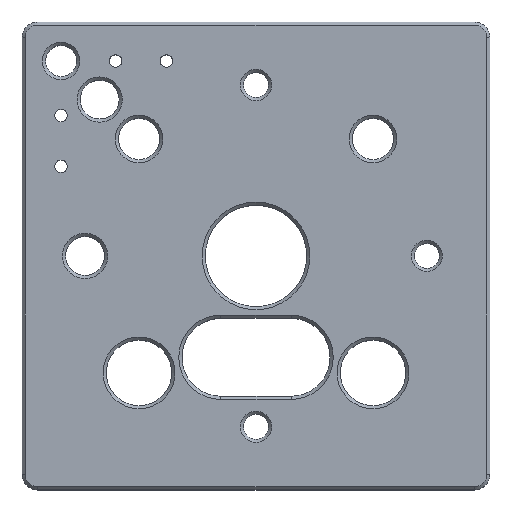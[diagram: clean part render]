
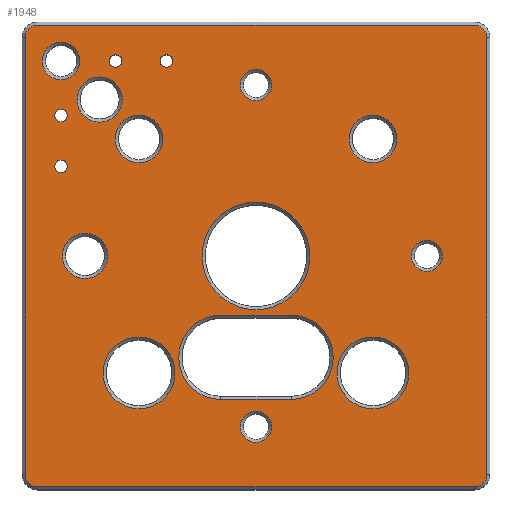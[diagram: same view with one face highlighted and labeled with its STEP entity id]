
A CAD part, top view. The second image highlights one B-rep face of the part: STEP entity #1948.
In plain terms, the highlighted planar face has unit normal (0, 0, 1).
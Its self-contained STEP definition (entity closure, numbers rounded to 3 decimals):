
#16=FACE_BOUND('',#247,.T.);
#17=FACE_BOUND('',#248,.T.);
#18=FACE_BOUND('',#249,.T.);
#19=FACE_BOUND('',#250,.T.);
#20=FACE_BOUND('',#251,.T.);
#21=FACE_BOUND('',#252,.T.);
#22=FACE_BOUND('',#253,.T.);
#23=FACE_BOUND('',#254,.T.);
#24=FACE_BOUND('',#255,.T.);
#25=FACE_BOUND('',#256,.T.);
#26=FACE_BOUND('',#257,.T.);
#27=FACE_BOUND('',#258,.T.);
#28=FACE_BOUND('',#259,.T.);
#29=FACE_BOUND('',#260,.T.);
#30=FACE_BOUND('',#261,.T.);
#31=FACE_BOUND('',#262,.T.);
#51=PLANE('',#2086);
#127=FACE_OUTER_BOUND('',#246,.T.);
#246=EDGE_LOOP('',(#1333,#1334,#1335,#1336,#1337,#1338,#1339,#1340));
#247=EDGE_LOOP('',(#1341));
#248=EDGE_LOOP('',(#1342));
#249=EDGE_LOOP('',(#1343));
#250=EDGE_LOOP('',(#1344));
#251=EDGE_LOOP('',(#1345));
#252=EDGE_LOOP('',(#1346));
#253=EDGE_LOOP('',(#1347));
#254=EDGE_LOOP('',(#1348));
#255=EDGE_LOOP('',(#1349));
#256=EDGE_LOOP('',(#1350));
#257=EDGE_LOOP('',(#1351,#1352,#1353,#1354));
#258=EDGE_LOOP('',(#1355));
#259=EDGE_LOOP('',(#1356));
#260=EDGE_LOOP('',(#1357));
#261=EDGE_LOOP('',(#1358));
#262=EDGE_LOOP('',(#1359));
#402=LINE('',#2991,#570);
#403=LINE('',#2995,#571);
#404=LINE('',#2999,#572);
#405=LINE('',#3003,#573);
#406=LINE('',#3027,#574);
#407=LINE('',#3031,#575);
#570=VECTOR('',#2341,10.);
#571=VECTOR('',#2344,10.);
#572=VECTOR('',#2347,10.);
#573=VECTOR('',#2350,10.);
#574=VECTOR('',#2373,10.);
#575=VECTOR('',#2376,10.);
#734=CIRCLE('',#2080,2.9);
#739=CIRCLE('',#2087,1.6);
#740=CIRCLE('',#2088,1.6);
#741=CIRCLE('',#2089,1.6);
#742=CIRCLE('',#2090,1.6);
#743=CIRCLE('',#2091,2.4);
#744=CIRCLE('',#2092,2.9);
#745=CIRCLE('',#2093,2.);
#746=CIRCLE('',#2094,4.6);
#747=CIRCLE('',#2095,2.);
#748=CIRCLE('',#2096,0.8);
#749=CIRCLE('',#2097,0.8);
#750=CIRCLE('',#2098,0.8);
#751=CIRCLE('',#2099,0.8);
#752=CIRCLE('',#2100,4.6);
#753=CIRCLE('',#2101,5.4);
#754=CIRCLE('',#2102,5.4);
#755=CIRCLE('',#2103,3.05);
#756=CIRCLE('',#2104,3.05);
#757=CIRCLE('',#2105,6.9);
#758=CIRCLE('',#2106,2.);
#855=VERTEX_POINT('',#2971);
#862=VERTEX_POINT('',#2989);
#863=VERTEX_POINT('',#2990);
#864=VERTEX_POINT('',#2992);
#865=VERTEX_POINT('',#2994);
#866=VERTEX_POINT('',#2996);
#867=VERTEX_POINT('',#2998);
#868=VERTEX_POINT('',#3000);
#869=VERTEX_POINT('',#3002);
#870=VERTEX_POINT('',#3005);
#871=VERTEX_POINT('',#3007);
#872=VERTEX_POINT('',#3009);
#873=VERTEX_POINT('',#3011);
#874=VERTEX_POINT('',#3013);
#875=VERTEX_POINT('',#3015);
#876=VERTEX_POINT('',#3017);
#877=VERTEX_POINT('',#3019);
#878=VERTEX_POINT('',#3021);
#879=VERTEX_POINT('',#3023);
#880=VERTEX_POINT('',#3025);
#881=VERTEX_POINT('',#3026);
#882=VERTEX_POINT('',#3028);
#883=VERTEX_POINT('',#3030);
#884=VERTEX_POINT('',#3033);
#885=VERTEX_POINT('',#3035);
#886=VERTEX_POINT('',#3037);
#887=VERTEX_POINT('',#3039);
#1031=EDGE_CURVE('',#855,#855,#734,.T.);
#1040=EDGE_CURVE('',#862,#863,#402,.T.);
#1041=EDGE_CURVE('',#864,#862,#739,.T.);
#1042=EDGE_CURVE('',#865,#864,#403,.T.);
#1043=EDGE_CURVE('',#866,#865,#740,.T.);
#1044=EDGE_CURVE('',#867,#866,#404,.T.);
#1045=EDGE_CURVE('',#868,#867,#741,.T.);
#1046=EDGE_CURVE('',#869,#868,#405,.T.);
#1047=EDGE_CURVE('',#863,#869,#742,.T.);
#1048=EDGE_CURVE('',#870,#870,#743,.T.);
#1049=EDGE_CURVE('',#871,#871,#744,.T.);
#1050=EDGE_CURVE('',#872,#872,#745,.T.);
#1051=EDGE_CURVE('',#873,#873,#746,.T.);
#1052=EDGE_CURVE('',#874,#874,#747,.T.);
#1053=EDGE_CURVE('',#875,#875,#748,.T.);
#1054=EDGE_CURVE('',#876,#876,#749,.T.);
#1055=EDGE_CURVE('',#877,#877,#750,.T.);
#1056=EDGE_CURVE('',#878,#878,#751,.T.);
#1057=EDGE_CURVE('',#879,#879,#752,.T.);
#1058=EDGE_CURVE('',#880,#881,#406,.T.);
#1059=EDGE_CURVE('',#882,#880,#753,.T.);
#1060=EDGE_CURVE('',#883,#882,#407,.T.);
#1061=EDGE_CURVE('',#881,#883,#754,.T.);
#1062=EDGE_CURVE('',#884,#884,#755,.T.);
#1063=EDGE_CURVE('',#885,#885,#756,.T.);
#1064=EDGE_CURVE('',#886,#886,#757,.T.);
#1065=EDGE_CURVE('',#887,#887,#758,.T.);
#1333=ORIENTED_EDGE('',*,*,#1040,.F.);
#1334=ORIENTED_EDGE('',*,*,#1041,.F.);
#1335=ORIENTED_EDGE('',*,*,#1042,.F.);
#1336=ORIENTED_EDGE('',*,*,#1043,.F.);
#1337=ORIENTED_EDGE('',*,*,#1044,.F.);
#1338=ORIENTED_EDGE('',*,*,#1045,.F.);
#1339=ORIENTED_EDGE('',*,*,#1046,.F.);
#1340=ORIENTED_EDGE('',*,*,#1047,.F.);
#1341=ORIENTED_EDGE('',*,*,#1048,.F.);
#1342=ORIENTED_EDGE('',*,*,#1049,.F.);
#1343=ORIENTED_EDGE('',*,*,#1050,.F.);
#1344=ORIENTED_EDGE('',*,*,#1051,.F.);
#1345=ORIENTED_EDGE('',*,*,#1052,.F.);
#1346=ORIENTED_EDGE('',*,*,#1053,.T.);
#1347=ORIENTED_EDGE('',*,*,#1054,.T.);
#1348=ORIENTED_EDGE('',*,*,#1055,.T.);
#1349=ORIENTED_EDGE('',*,*,#1056,.T.);
#1350=ORIENTED_EDGE('',*,*,#1057,.F.);
#1351=ORIENTED_EDGE('',*,*,#1058,.F.);
#1352=ORIENTED_EDGE('',*,*,#1059,.F.);
#1353=ORIENTED_EDGE('',*,*,#1060,.F.);
#1354=ORIENTED_EDGE('',*,*,#1061,.F.);
#1355=ORIENTED_EDGE('',*,*,#1062,.F.);
#1356=ORIENTED_EDGE('',*,*,#1063,.F.);
#1357=ORIENTED_EDGE('',*,*,#1064,.F.);
#1358=ORIENTED_EDGE('',*,*,#1065,.F.);
#1359=ORIENTED_EDGE('',*,*,#1031,.F.);
#1948=ADVANCED_FACE('',(#127,#16,#17,#18,#19,#20,#21,#22,#23,#24,#25,#26,
#27,#28,#29,#30,#31),#51,.T.);
#2080=AXIS2_PLACEMENT_3D('',#2972,#2323,#2324);
#2086=AXIS2_PLACEMENT_3D('',#2988,#2339,#2340);
#2087=AXIS2_PLACEMENT_3D('',#2993,#2342,#2343);
#2088=AXIS2_PLACEMENT_3D('',#2997,#2345,#2346);
#2089=AXIS2_PLACEMENT_3D('',#3001,#2348,#2349);
#2090=AXIS2_PLACEMENT_3D('',#3004,#2351,#2352);
#2091=AXIS2_PLACEMENT_3D('',#3006,#2353,#2354);
#2092=AXIS2_PLACEMENT_3D('',#3008,#2355,#2356);
#2093=AXIS2_PLACEMENT_3D('',#3010,#2357,#2358);
#2094=AXIS2_PLACEMENT_3D('',#3012,#2359,#2360);
#2095=AXIS2_PLACEMENT_3D('',#3014,#2361,#2362);
#2096=AXIS2_PLACEMENT_3D('',#3016,#2363,#2364);
#2097=AXIS2_PLACEMENT_3D('',#3018,#2365,#2366);
#2098=AXIS2_PLACEMENT_3D('',#3020,#2367,#2368);
#2099=AXIS2_PLACEMENT_3D('',#3022,#2369,#2370);
#2100=AXIS2_PLACEMENT_3D('',#3024,#2371,#2372);
#2101=AXIS2_PLACEMENT_3D('',#3029,#2374,#2375);
#2102=AXIS2_PLACEMENT_3D('',#3032,#2377,#2378);
#2103=AXIS2_PLACEMENT_3D('',#3034,#2379,#2380);
#2104=AXIS2_PLACEMENT_3D('',#3036,#2381,#2382);
#2105=AXIS2_PLACEMENT_3D('',#3038,#2383,#2384);
#2106=AXIS2_PLACEMENT_3D('',#3040,#2385,#2386);
#2323=DIRECTION('center_axis',(0.,0.,1.));
#2324=DIRECTION('ref_axis',(-1.,0.,0.));
#2339=DIRECTION('center_axis',(0.,0.,1.));
#2340=DIRECTION('ref_axis',(1.,0.,0.));
#2341=DIRECTION('',(0.,-1.,0.));
#2342=DIRECTION('center_axis',(0.,0.,-1.));
#2343=DIRECTION('ref_axis',(0.707,0.707,0.));
#2344=DIRECTION('',(1.,0.,0.));
#2345=DIRECTION('center_axis',(0.,0.,-1.));
#2346=DIRECTION('ref_axis',(-0.707,0.707,0.));
#2347=DIRECTION('',(0.,1.,0.));
#2348=DIRECTION('center_axis',(0.,0.,-1.));
#2349=DIRECTION('ref_axis',(-0.707,-0.707,0.));
#2350=DIRECTION('',(-1.,0.,0.));
#2351=DIRECTION('center_axis',(0.,0.,-1.));
#2352=DIRECTION('ref_axis',(0.707,-0.707,0.));
#2353=DIRECTION('center_axis',(0.,0.,1.));
#2354=DIRECTION('ref_axis',(-1.,0.,0.));
#2355=DIRECTION('center_axis',(0.,0.,1.));
#2356=DIRECTION('ref_axis',(-1.,0.,0.));
#2357=DIRECTION('center_axis',(0.,0.,1.));
#2358=DIRECTION('ref_axis',(-1.,0.,0.));
#2359=DIRECTION('center_axis',(0.,0.,1.));
#2360=DIRECTION('ref_axis',(-1.,0.,0.));
#2361=DIRECTION('center_axis',(0.,0.,1.));
#2362=DIRECTION('ref_axis',(-1.,0.,0.));
#2363=DIRECTION('center_axis',(0.,0.,-1.));
#2364=DIRECTION('ref_axis',(1.,0.,0.));
#2365=DIRECTION('center_axis',(0.,0.,-1.));
#2366=DIRECTION('ref_axis',(1.,0.,0.));
#2367=DIRECTION('center_axis',(0.,0.,-1.));
#2368=DIRECTION('ref_axis',(1.,0.,0.));
#2369=DIRECTION('center_axis',(0.,0.,-1.));
#2370=DIRECTION('ref_axis',(1.,0.,0.));
#2371=DIRECTION('center_axis',(0.,0.,1.));
#2372=DIRECTION('ref_axis',(-1.,0.,0.));
#2373=DIRECTION('',(-1.,0.,0.));
#2374=DIRECTION('center_axis',(0.,0.,1.));
#2375=DIRECTION('ref_axis',(0.,-1.,0.));
#2376=DIRECTION('',(1.,0.,0.));
#2377=DIRECTION('center_axis',(0.,0.,1.));
#2378=DIRECTION('ref_axis',(0.,1.,0.));
#2379=DIRECTION('center_axis',(0.,0.,1.));
#2380=DIRECTION('ref_axis',(-1.,0.,0.));
#2381=DIRECTION('center_axis',(0.,0.,1.));
#2382=DIRECTION('ref_axis',(-1.,0.,0.));
#2383=DIRECTION('center_axis',(0.,0.,1.));
#2384=DIRECTION('ref_axis',(1.,0.,0.));
#2385=DIRECTION('center_axis',(0.,0.,1.));
#2386=DIRECTION('ref_axis',(-1.,0.,0.));
#2971=CARTESIAN_POINT('',(-17.15,20.05,0.));
#2972=CARTESIAN_POINT('Origin',(-20.05,20.05,0.));
#2988=CARTESIAN_POINT('Origin',(0.,0.,0.));
#2989=CARTESIAN_POINT('',(29.6,28.,0.));
#2990=CARTESIAN_POINT('',(29.6,-28.,0.));
#2991=CARTESIAN_POINT('',(29.6,15.,0.));
#2992=CARTESIAN_POINT('',(28.,29.6,0.));
#2993=CARTESIAN_POINT('Origin',(28.,28.,0.));
#2994=CARTESIAN_POINT('',(-28.,29.6,0.));
#2995=CARTESIAN_POINT('',(-15.,29.6,0.));
#2996=CARTESIAN_POINT('',(-29.6,28.,0.));
#2997=CARTESIAN_POINT('Origin',(-28.,28.,0.));
#2998=CARTESIAN_POINT('',(-29.6,-28.,0.));
#2999=CARTESIAN_POINT('',(-29.6,-15.,0.));
#3000=CARTESIAN_POINT('',(-28.,-29.6,0.));
#3001=CARTESIAN_POINT('Origin',(-28.,-28.,0.));
#3002=CARTESIAN_POINT('',(28.,-29.6,0.));
#3003=CARTESIAN_POINT('',(15.,-29.6,0.));
#3004=CARTESIAN_POINT('Origin',(28.,-28.,0.));
#3005=CARTESIAN_POINT('',(-22.6,25.,0.));
#3006=CARTESIAN_POINT('Origin',(-25.,25.,0.));
#3007=CARTESIAN_POINT('',(-19.02,0.,0.));
#3008=CARTESIAN_POINT('Origin',(-21.92,0.,
0.));
#3009=CARTESIAN_POINT('',(2.,21.92,0.));
#3010=CARTESIAN_POINT('Origin',(0.,21.92,0.));
#3011=CARTESIAN_POINT('',(19.6,-15.,0.));
#3012=CARTESIAN_POINT('Origin',(15.,-15.,0.));
#3013=CARTESIAN_POINT('',(2.,-21.92,0.));
#3014=CARTESIAN_POINT('Origin',(0.,-21.92,
0.));
#3015=CARTESIAN_POINT('',(-25.8,11.5,0.));
#3016=CARTESIAN_POINT('Origin',(-25.,11.5,0.));
#3017=CARTESIAN_POINT('',(-18.8,25.,0.));
#3018=CARTESIAN_POINT('Origin',(-18.,25.,0.));
#3019=CARTESIAN_POINT('',(-12.3,25.,0.));
#3020=CARTESIAN_POINT('Origin',(-11.5,25.,0.));
#3021=CARTESIAN_POINT('',(-25.8,18.,0.));
#3022=CARTESIAN_POINT('Origin',(-25.,18.,0.));
#3023=CARTESIAN_POINT('',(-10.4,-15.,0.));
#3024=CARTESIAN_POINT('Origin',(-15.,-15.,0.));
#3025=CARTESIAN_POINT('',(4.5,-7.6,0.));
#3026=CARTESIAN_POINT('',(-4.5,-7.6,0.));
#3027=CARTESIAN_POINT('',(-2.25,-7.6,0.));
#3028=CARTESIAN_POINT('',(4.5,-18.4,0.));
#3029=CARTESIAN_POINT('Origin',(4.5,-13.,0.));
#3030=CARTESIAN_POINT('',(-4.5,-18.4,0.));
#3031=CARTESIAN_POINT('',(2.25,-18.4,0.));
#3032=CARTESIAN_POINT('Origin',(-4.5,-13.,0.));
#3033=CARTESIAN_POINT('',(18.05,15.,0.));
#3034=CARTESIAN_POINT('Origin',(15.,15.,0.));
#3035=CARTESIAN_POINT('',(-11.95,15.,0.));
#3036=CARTESIAN_POINT('Origin',(-15.,15.,0.));
#3037=CARTESIAN_POINT('',(-6.9,0.,0.));
#3038=CARTESIAN_POINT('Origin',(0.,0.,0.));
#3039=CARTESIAN_POINT('',(23.92,0.,0.));
#3040=CARTESIAN_POINT('Origin',(21.92,0.,0.));
